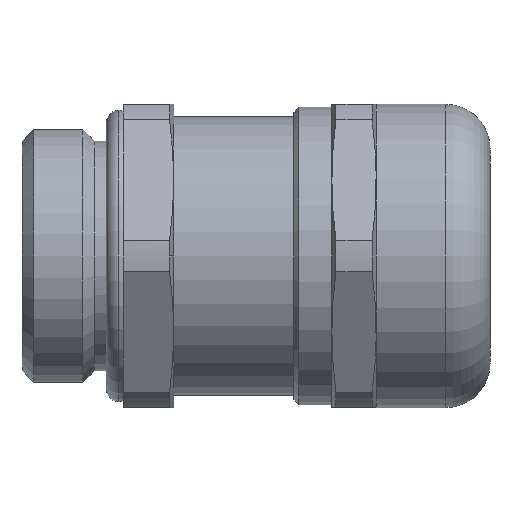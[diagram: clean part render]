
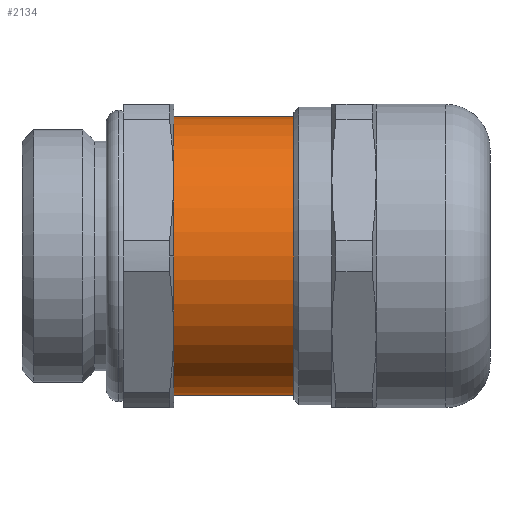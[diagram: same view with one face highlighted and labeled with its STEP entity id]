
A CAD part, front view. The second image highlights one B-rep face of the part: STEP entity #2134.
In plain terms, the highlighted cylindrical face has radius 11 mm (diameter 22 mm), a full revolution.
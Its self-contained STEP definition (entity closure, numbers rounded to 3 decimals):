
#174=CYLINDRICAL_SURFACE('',#2265,11.);
#223=CIRCLE('',#2266,11.);
#224=CIRCLE('',#2267,11.);
#406=VECTOR('',#2561,1.);
#530=LINE('',#3264,#406);
#684=VERTEX_POINT('',#3265);
#685=VERTEX_POINT('',#3266);
#955=EDGE_CURVE('',#684,#685,#530,.T.);
#956=EDGE_CURVE('',#685,#685,#223,.T.);
#957=EDGE_CURVE('',#684,#684,#224,.F.);
#1277=ORIENTED_EDGE('',*,*,#955,.T.);
#1278=ORIENTED_EDGE('',*,*,#956,.F.);
#1279=ORIENTED_EDGE('',*,*,#955,.F.);
#1280=ORIENTED_EDGE('',*,*,#957,.T.);
#1869=EDGE_LOOP('',(#1277,#1278,#1279,#1280));
#2002=FACE_BOUND('',#1869,.T.);
#2134=ADVANCED_FACE('',(#2002),#174,.T.);
#2265=AXIS2_PLACEMENT_3D('',#3263,#2559,#2560);
#2266=AXIS2_PLACEMENT_3D('',#3267,#2562,#2563);
#2267=AXIS2_PLACEMENT_3D('',#3268,#2564,#2565);
#2559=DIRECTION('',(-1.,0.,0.));
#2560=DIRECTION('',(0.,11.,0.));
#2561=DIRECTION('',(1.,0.,0.));
#2562=DIRECTION('',(1.,0.,0.));
#2563=DIRECTION('',(0.,11.,0.));
#2564=DIRECTION('',(-1.,0.,0.));
#2565=DIRECTION('',(0.,11.,0.));
#3263=CARTESIAN_POINT('',(37.,0.,0.));
#3264=CARTESIAN_POINT('',(-3.51,11.,0.));
#3265=CARTESIAN_POINT('',(11.99,11.,0.));
#3266=CARTESIAN_POINT('',(21.5,11.,0.));
#3267=CARTESIAN_POINT('',(21.5,0.,0.));
#3268=CARTESIAN_POINT('',(11.99,0.,0.));
